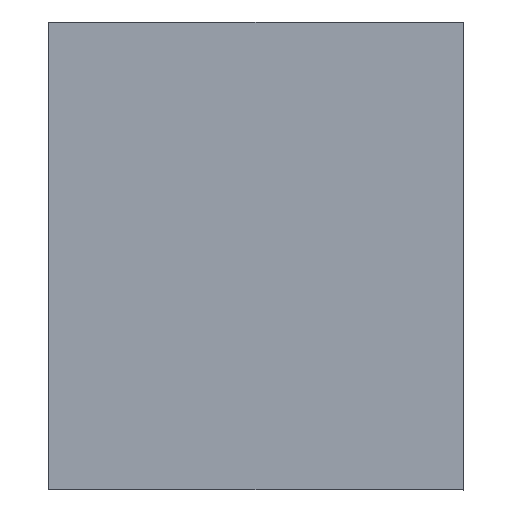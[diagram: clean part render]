
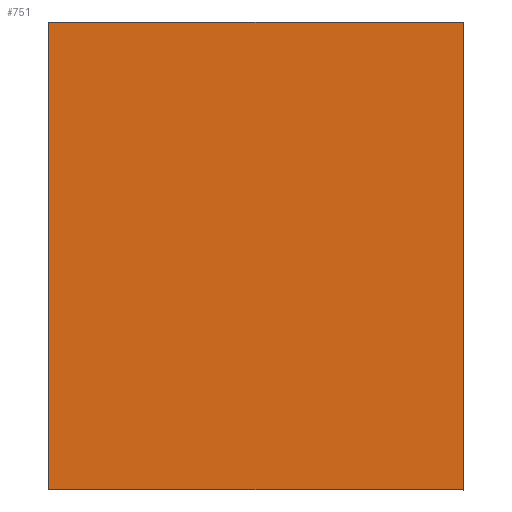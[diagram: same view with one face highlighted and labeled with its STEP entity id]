
A CAD part, top view. The second image highlights one B-rep face of the part: STEP entity #751.
In plain terms, the highlighted face is planar.
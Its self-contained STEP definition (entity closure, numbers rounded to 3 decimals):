
#92=FACE_OUTER_BOUND('',#140,.T.);
#140=EDGE_LOOP('',(#572,#573,#574,#575));
#212=LINE('',#1393,#284);
#213=LINE('',#1395,#285);
#214=LINE('',#1397,#286);
#215=LINE('',#1398,#287);
#284=VECTOR('',#925,10.);
#285=VECTOR('',#926,10.);
#286=VECTOR('',#927,10.);
#287=VECTOR('',#928,10.);
#371=VERTEX_POINT('',#1391);
#372=VERTEX_POINT('',#1392);
#373=VERTEX_POINT('',#1394);
#374=VERTEX_POINT('',#1396);
#452=EDGE_CURVE('',#371,#372,#212,.T.);
#453=EDGE_CURVE('',#372,#373,#213,.T.);
#454=EDGE_CURVE('',#373,#374,#214,.T.);
#455=EDGE_CURVE('',#374,#371,#215,.T.);
#572=ORIENTED_EDGE('',*,*,#452,.T.);
#573=ORIENTED_EDGE('',*,*,#453,.T.);
#574=ORIENTED_EDGE('',*,*,#454,.T.);
#575=ORIENTED_EDGE('',*,*,#455,.T.);
#717=PLANE('',#836);
#751=ADVANCED_FACE('',(#92),#717,.T.);
#836=AXIS2_PLACEMENT_3D('',#1390,#923,#924);
#923=DIRECTION('center_axis',(0.,1.,0.));
#924=DIRECTION('ref_axis',(1.,0.,0.));
#925=DIRECTION('',(0.,0.,-1.));
#926=DIRECTION('',(-1.,0.,0.));
#927=DIRECTION('',(0.,0.,1.));
#928=DIRECTION('',(1.,0.,0.));
#1390=CARTESIAN_POINT('Origin',(31.666,132.044,-1.758));
#1391=CARTESIAN_POINT('',(92.743,132.043,67.142));
#1392=CARTESIAN_POINT('',(92.743,132.045,-70.658));
#1393=CARTESIAN_POINT('',(92.743,132.045,-70.658));
#1394=CARTESIAN_POINT('',(-29.412,132.045,-70.658));
#1395=CARTESIAN_POINT('',(-29.412,132.045,-70.658));
#1396=CARTESIAN_POINT('',(-29.412,132.044,67.142));
#1397=CARTESIAN_POINT('',(-29.412,132.044,67.142));
#1398=CARTESIAN_POINT('',(92.743,132.043,67.142));
